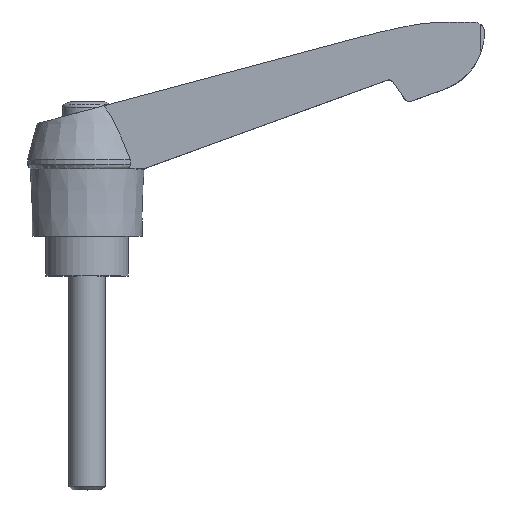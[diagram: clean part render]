
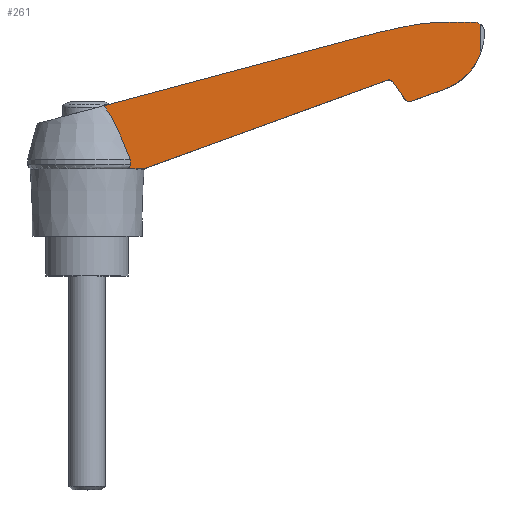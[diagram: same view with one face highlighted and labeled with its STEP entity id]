
A CAD part, top view. The second image highlights one B-rep face of the part: STEP entity #261.
In plain terms, the highlighted planar face has unit normal (0.034, 0, 0.999).
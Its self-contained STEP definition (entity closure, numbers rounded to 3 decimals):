
#261 = ADVANCED_FACE( '', ( #530 ), #531, .F. );
#530 = FACE_OUTER_BOUND( '', #796, .T. );
#531 = PLANE( '', #797 );
#796 = EDGE_LOOP( '', ( #1514, #1515, #1516, #1517, #1518, #1519, #1520, #1521, #1522, #1523, #1524, #1525, #1526, #1527, #1528, #1529 ) );
#797 = AXIS2_PLACEMENT_3D( '', #1530, #1531, #1532 );
#1514 = ORIENTED_EDGE( '', *, *, #1868, .F. );
#1515 = ORIENTED_EDGE( '', *, *, #1864, .T. );
#1516 = ORIENTED_EDGE( '', *, *, #1606, .F. );
#1517 = ORIENTED_EDGE( '', *, *, #1661, .F. );
#1518 = ORIENTED_EDGE( '', *, *, #1861, .T. );
#1519 = ORIENTED_EDGE( '', *, *, #1611, .F. );
#1520 = ORIENTED_EDGE( '', *, *, #1588, .F. );
#1521 = ORIENTED_EDGE( '', *, *, #1797, .F. );
#1522 = ORIENTED_EDGE( '', *, *, #1871, .F. );
#1523 = ORIENTED_EDGE( '', *, *, #1683, .F. );
#1524 = ORIENTED_EDGE( '', *, *, #1789, .F. );
#1525 = ORIENTED_EDGE( '', *, *, #1872, .F. );
#1526 = ORIENTED_EDGE( '', *, *, #1817, .F. );
#1527 = ORIENTED_EDGE( '', *, *, #1711, .F. );
#1528 = ORIENTED_EDGE( '', *, *, #1641, .F. );
#1529 = ORIENTED_EDGE( '', *, *, #1793, .F. );
#1530 = CARTESIAN_POINT( '', ( 0., 46.5, 6.943 ) );
#1531 = DIRECTION( '', ( -0.034, 0., -0.999 ) );
#1532 = DIRECTION( '', ( -0.999, 0., 0.034 ) );
#1588 = EDGE_CURVE( '', #1893, #1888, #1895, .T. );
#1606 = EDGE_CURVE( '', #1927, #1928, #1929, .T. );
#1611 = EDGE_CURVE( '', #1888, #1934, #1936, .T. );
#1641 = EDGE_CURVE( '', #1988, #1989, #1990, .T. );
#1661 = EDGE_CURVE( '', #2021, #1927, #2023, .T. );
#1683 = EDGE_CURVE( '', #2056, #2059, #2060, .T. );
#1711 = EDGE_CURVE( '', #1989, #2101, #2103, .T. );
#1789 = EDGE_CURVE( '', #2214, #2056, #2216, .T. );
#1793 = EDGE_CURVE( '', #2219, #1988, #2221, .T. );
#1797 = EDGE_CURVE( '', #2225, #1893, #2227, .T. );
#1817 = EDGE_CURVE( '', #2101, #2252, #2254, .T. );
#1861 = EDGE_CURVE( '', #2021, #1934, #2304, .T. );
#1864 = EDGE_CURVE( '', #2307, #1928, #2308, .T. );
#1868 = EDGE_CURVE( '', #2307, #2219, #2312, .T. );
#1871 = EDGE_CURVE( '', #2059, #2225, #2315, .T. );
#1872 = EDGE_CURVE( '', #2252, #2214, #2316, .T. );
#1888 = VERTEX_POINT( '', #2334 );
#1893 = VERTEX_POINT( '', #2340 );
#1895 = ELLIPSE( '', #2343, 1.001, 1. );
#1927 = VERTEX_POINT( '', #2398 );
#1928 = VERTEX_POINT( '', #2399 );
#1929 = LINE( '', #2400, #2401 );
#1934 = VERTEX_POINT( '', #2407 );
#1936 = LINE( '', #2410, #2411 );
#1988 = VERTEX_POINT( '', #2477 );
#1989 = VERTEX_POINT( '', #2478 );
#1990 = LINE( '', #2479, #2480 );
#2021 = VERTEX_POINT( '', #2544 );
#2023 = LINE( '', #2547, #2548 );
#2056 = VERTEX_POINT( '', #2597 );
#2059 = VERTEX_POINT( '', #2609 );
#2060 = LINE( '', #2610, #2611 );
#2101 = VERTEX_POINT( '', #2699 );
#2103 = ELLIPSE( '', #2702, 141.08, 141. );
#2214 = VERTEX_POINT( '', #2857 );
#2216 = ELLIPSE( '', #2860, 1.601, 1.6 );
#2219 = VERTEX_POINT( '', #2864 );
#2221 = B_SPLINE_CURVE_WITH_KNOTS( '', 3, ( #2866, #2867, #2868, #2869, #2870, #2871, #2872, #2873, #2874, #2875, #2876, #2877 ), .UNSPECIFIED., .F., .F., ( 4, 2, 2, 2, 2, 4 ), ( 0., 0.002, 0.005, 0.007, 0.009, 0.01 ), .UNSPECIFIED. );
#2225 = VERTEX_POINT( '', #2882 );
#2227 = LINE( '', #2885, #2886 );
#2252 = VERTEX_POINT( '', #2921 );
#2254 = ELLIPSE( '', #2924, 35.02, 35. );
#2304 = ELLIPSE( '', #3010, 0.7, 0.7 );
#2307 = VERTEX_POINT( '', #3013 );
#2308 = B_SPLINE_CURVE_WITH_KNOTS( '', 3, ( #3014, #3015, #3016, #3017, #3018, #3019 ), .UNSPECIFIED., .F., .F., ( 4, 2, 4 ), ( 0., 0.001, 0.001 ), .UNSPECIFIED. );
#2312 = LINE( '', #3023, #3024 );
#2315 = ELLIPSE( '', #3027, 10.006, 10. );
#2316 = ELLIPSE( '', #3028, 35.02, 35. );
#2334 = CARTESIAN_POINT( '', ( 51.927, 28.962, 5.191 ) );
#2340 = CARTESIAN_POINT( '', ( 53.088, 28.596, 5.152 ) );
#2343 = AXIS2_PLACEMENT_3D( '', #3047, #3048, #3049 );
#2398 = CARTESIAN_POINT( '', ( 9.2, 17.5, 6.633 ) );
#2399 = CARTESIAN_POINT( '', ( 6.456, 17.5, 6.725 ) );
#2400 = CARTESIAN_POINT( '', ( -0.095, 17.5, 6.946 ) );
#2401 = VECTOR( '', #3075, 1000. );
#2407 = CARTESIAN_POINT( '', ( 49.953, 31.781, 5.258 ) );
#2410 = CARTESIAN_POINT( '', ( 49.903, 31.852, 5.259 ) );
#2411 = VECTOR( '', #3081, 1000. );
#2477 = CARTESIAN_POINT( '', ( 2.77, 27.859, 6.849 ) );
#2478 = CARTESIAN_POINT( '', ( 43.4, 38.746, 5.479 ) );
#2479 = CARTESIAN_POINT( '', ( 43.266, 38.71, 5.483 ) );
#2480 = VECTOR( '', #3123, 1000. );
#2544 = CARTESIAN_POINT( '', ( 49.14, 32.037, 5.285 ) );
#2547 = CARTESIAN_POINT( '', ( 9.107, 17.466, 6.636 ) );
#2548 = VECTOR( '', #3152, 1000. );
#2597 = CARTESIAN_POINT( '', ( 64.324, 41.207, 4.773 ) );
#2609 = CARTESIAN_POINT( '', ( 64.324, 36.302, 4.773 ) );
#2610 = CARTESIAN_POINT( '', ( 64.324, 46.5, 4.773 ) );
#2611 = VECTOR( '', #3178, 1000. );
#2699 = CARTESIAN_POINT( '', ( 53., 41., 5.155 ) );
#2702 = AXIS2_PLACEMENT_3D( '', #3204, #3205, #3206 );
#2857 = CARTESIAN_POINT( '', ( 63.6, 41.487, 4.797 ) );
#2860 = AXIS2_PLACEMENT_3D( '', #3303, #3304, #3305 );
#2864 = CARTESIAN_POINT( '', ( 7.079, 19., 6.704 ) );
#2866 = CARTESIAN_POINT( '', ( 7.079, 19., 6.704 ) );
#2867 = CARTESIAN_POINT( '', ( 6.787, 19.77, 6.714 ) );
#2868 = CARTESIAN_POINT( '', ( 6.487, 20.537, 6.724 ) );
#2869 = CARTESIAN_POINT( '', ( 5.863, 22.061, 6.745 ) );
#2870 = CARTESIAN_POINT( '', ( 5.539, 22.819, 6.756 ) );
#2871 = CARTESIAN_POINT( '', ( 4.854, 24.317, 6.779 ) );
#2872 = CARTESIAN_POINT( '', ( 4.492, 25.057, 6.791 ) );
#2873 = CARTESIAN_POINT( '', ( 3.899, 26.141, 6.811 ) );
#2874 = CARTESIAN_POINT( '', ( 3.693, 26.497, 6.818 ) );
#2875 = CARTESIAN_POINT( '', ( 3.254, 27.194, 6.833 ) );
#2876 = CARTESIAN_POINT( '', ( 3.022, 27.535, 6.841 ) );
#2877 = CARTESIAN_POINT( '', ( 2.77, 27.859, 6.849 ) );
#2882 = CARTESIAN_POINT( '', ( 57.9, 30.347, 4.99 ) );
#2885 = CARTESIAN_POINT( '', ( 52.951, 28.546, 5.156 ) );
#2886 = VECTOR( '', #3312, 1000. );
#2921 = CARTESIAN_POINT( '', ( 59.7, 41.5, 4.929 ) );
#2924 = AXIS2_PLACEMENT_3D( '', #3330, #3331, #3332 );
#3010 = AXIS2_PLACEMENT_3D( '', #3373, #3374, #3375 );
#3013 = CARTESIAN_POINT( '', ( 7.079, 18.24, 6.704 ) );
#3014 = CARTESIAN_POINT( '', ( 7.079, 18.24, 6.704 ) );
#3015 = CARTESIAN_POINT( '', ( 7.06, 18.071, 6.705 ) );
#3016 = CARTESIAN_POINT( '', ( 6.979, 17.916, 6.707 ) );
#3017 = CARTESIAN_POINT( '', ( 6.752, 17.666, 6.715 ) );
#3018 = CARTESIAN_POINT( '', ( 6.61, 17.571, 6.72 ) );
#3019 = CARTESIAN_POINT( '', ( 6.456, 17.5, 6.725 ) );
#3023 = CARTESIAN_POINT( '', ( 7.079, 55.578, 6.704 ) );
#3024 = VECTOR( '', #3382, 1000. );
#3027 = AXIS2_PLACEMENT_3D( '', #3383, #3384, #3385 );
#3028 = AXIS2_PLACEMENT_3D( '', #3386, #3387, #3388 );
#3047 = CARTESIAN_POINT( '', ( 52.746, 29.535, 5.163 ) );
#3048 = DIRECTION( '', ( -0.034, 0., -0.999 ) );
#3049 = DIRECTION( '', ( 0.999, 0., -0.034 ) );
#3075 = DIRECTION( '', ( -0.999, 0., 0.034 ) );
#3081 = DIRECTION( '', ( -0.573, 0.819, 0.019 ) );
#3123 = DIRECTION( '', ( 0.965, 0.259, -0.033 ) );
#3152 = DIRECTION( '', ( -0.939, -0.342, 0.032 ) );
#3178 = DIRECTION( '', ( 0., -1., 0. ) );
#3204 = CARTESIAN_POINT( '', ( 80.407, -97.311, 4.23 ) );
#3205 = DIRECTION( '', ( -0.034, 0., -0.999 ) );
#3206 = DIRECTION( '', ( 0.999, 0., -0.034 ) );
#3303 = CARTESIAN_POINT( '', ( 63.4, 39.9, 4.804 ) );
#3304 = DIRECTION( '', ( -0.034, 0., -0.999 ) );
#3305 = DIRECTION( '', ( 0.999, 0., -0.034 ) );
#3312 = DIRECTION( '', ( -0.939, -0.342, 0.032 ) );
#3330 = CARTESIAN_POINT( '', ( 58.943, 6.508, 4.954 ) );
#3331 = DIRECTION( '', ( -0.034, 0., -0.999 ) );
#3332 = DIRECTION( '', ( 0.999, 0., -0.034 ) );
#3373 = CARTESIAN_POINT( '', ( 49.38, 31.379, 5.277 ) );
#3374 = DIRECTION( '', ( -0.034, 0., -0.999 ) );
#3375 = DIRECTION( '', ( 0.999, 0., -0.034 ) );
#3382 = DIRECTION( '', ( 0., 1., 0. ) );
#3383 = CARTESIAN_POINT( '', ( 55., 39.917, 5.087 ) );
#3384 = DIRECTION( '', ( -0.034, 0., -0.999 ) );
#3385 = DIRECTION( '', ( 0.999, 0., -0.034 ) );
#3386 = CARTESIAN_POINT( '', ( 61.538, 6.548, 4.867 ) );
#3387 = DIRECTION( '', ( -0.034, 0., -0.999 ) );
#3388 = DIRECTION( '', ( 0.999, 0., -0.034 ) );
